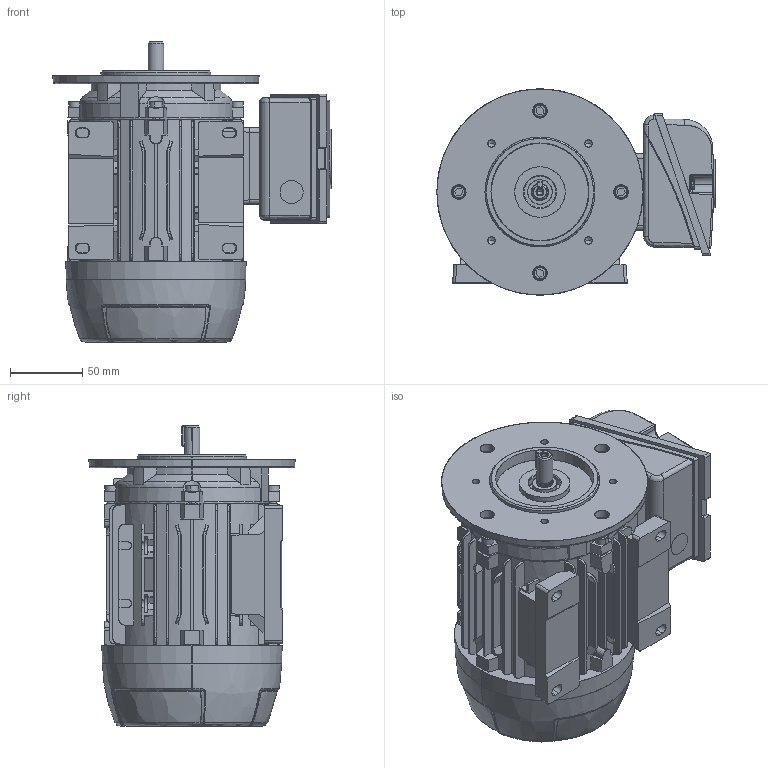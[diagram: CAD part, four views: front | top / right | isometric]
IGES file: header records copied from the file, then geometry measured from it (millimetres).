
Start section: SolidWorks IGES file using analytic representation for surfaces
Global section: file name: 63 LEFT.igs; native system: SolidWorks 2018; preprocessor: SolidWorks 2018; author: dias; date: 210827.114102; units: millimetre
Bounding box: 192.9 x 142.93 x 208 mm (x, y, z)
Surface area: 275462.8 mm2 (no closed solid volume)
Topology: 0 solids, 0 shells, 1698 faces, 18148 edges, 18118 vertices
Faces by surface type: bspline 1004, revolution 694
